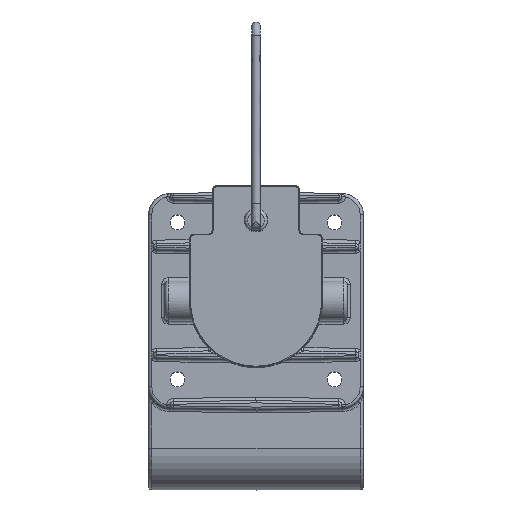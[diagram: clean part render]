
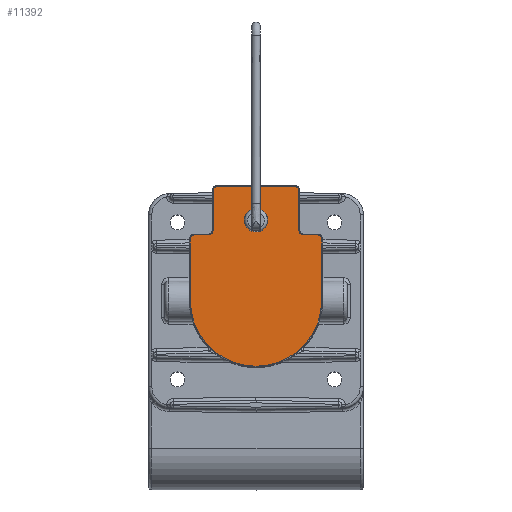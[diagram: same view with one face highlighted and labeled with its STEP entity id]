
A CAD part, top view. The second image highlights one B-rep face of the part: STEP entity #11392.
In plain terms, the highlighted planar face has unit normal (0, 0, 1).
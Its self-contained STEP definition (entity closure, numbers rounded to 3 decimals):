
#1312=LINE('',#22076,#1793);
#1313=LINE('',#22080,#1794);
#1314=LINE('',#22084,#1795);
#1315=LINE('',#22088,#1796);
#1316=LINE('',#22092,#1797);
#1317=LINE('',#22096,#1798);
#1318=LINE('',#22099,#1799);
#1793=VECTOR('',#14925,10.);
#1794=VECTOR('',#14928,10.);
#1795=VECTOR('',#14931,10.);
#1796=VECTOR('',#14934,10.);
#1797=VECTOR('',#14937,10.);
#1798=VECTOR('',#14940,10.);
#1799=VECTOR('',#14943,10.);
#2401=FACE_OUTER_BOUND('',#3176,.T.);
#3176=EDGE_LOOP('',(#8579,#8580,#8581,#8582,#8583,#8584,#8585,#8586,#8587,
#8588,#8589,#8590,#8591,#8592));
#3978=CIRCLE('',#12540,2.5);
#3979=CIRCLE('',#12541,39.75);
#3980=CIRCLE('',#12542,2.5);
#3981=CIRCLE('',#12543,2.5);
#3982=CIRCLE('',#12544,2.5);
#3983=CIRCLE('',#12545,2.5);
#3984=CIRCLE('',#12546,2.5);
#4867=VERTEX_POINT('',#22072);
#4868=VERTEX_POINT('',#22073);
#4869=VERTEX_POINT('',#22075);
#4870=VERTEX_POINT('',#22077);
#4871=VERTEX_POINT('',#22079);
#4872=VERTEX_POINT('',#22081);
#4873=VERTEX_POINT('',#22083);
#4874=VERTEX_POINT('',#22085);
#4875=VERTEX_POINT('',#22087);
#4876=VERTEX_POINT('',#22089);
#4877=VERTEX_POINT('',#22091);
#4878=VERTEX_POINT('',#22093);
#4879=VERTEX_POINT('',#22095);
#4880=VERTEX_POINT('',#22097);
#6147=EDGE_CURVE('',#4867,#4868,#3978,.T.);
#6148=EDGE_CURVE('',#4869,#4867,#1312,.T.);
#6149=EDGE_CURVE('',#4870,#4869,#3979,.T.);
#6150=EDGE_CURVE('',#4871,#4870,#1313,.T.);
#6151=EDGE_CURVE('',#4872,#4871,#3980,.T.);
#6152=EDGE_CURVE('',#4873,#4872,#1314,.T.);
#6153=EDGE_CURVE('',#4874,#4873,#3981,.T.);
#6154=EDGE_CURVE('',#4875,#4874,#1315,.T.);
#6155=EDGE_CURVE('',#4876,#4875,#3982,.T.);
#6156=EDGE_CURVE('',#4877,#4876,#1316,.T.);
#6157=EDGE_CURVE('',#4878,#4877,#3983,.T.);
#6158=EDGE_CURVE('',#4879,#4878,#1317,.T.);
#6159=EDGE_CURVE('',#4880,#4879,#3984,.T.);
#6160=EDGE_CURVE('',#4868,#4880,#1318,.T.);
#8579=ORIENTED_EDGE('',*,*,#6147,.F.);
#8580=ORIENTED_EDGE('',*,*,#6148,.F.);
#8581=ORIENTED_EDGE('',*,*,#6149,.F.);
#8582=ORIENTED_EDGE('',*,*,#6150,.F.);
#8583=ORIENTED_EDGE('',*,*,#6151,.F.);
#8584=ORIENTED_EDGE('',*,*,#6152,.F.);
#8585=ORIENTED_EDGE('',*,*,#6153,.F.);
#8586=ORIENTED_EDGE('',*,*,#6154,.F.);
#8587=ORIENTED_EDGE('',*,*,#6155,.F.);
#8588=ORIENTED_EDGE('',*,*,#6156,.F.);
#8589=ORIENTED_EDGE('',*,*,#6157,.F.);
#8590=ORIENTED_EDGE('',*,*,#6158,.F.);
#8591=ORIENTED_EDGE('',*,*,#6159,.F.);
#8592=ORIENTED_EDGE('',*,*,#6160,.F.);
#10268=PLANE('',#12539);
#11392=ADVANCED_FACE('',(#2401),#10268,.F.);
#12539=AXIS2_PLACEMENT_3D('',#22071,#14921,#14922);
#12540=AXIS2_PLACEMENT_3D('',#22074,#14923,#14924);
#12541=AXIS2_PLACEMENT_3D('',#22078,#14926,#14927);
#12542=AXIS2_PLACEMENT_3D('',#22082,#14929,#14930);
#12543=AXIS2_PLACEMENT_3D('',#22086,#14932,#14933);
#12544=AXIS2_PLACEMENT_3D('',#22090,#14935,#14936);
#12545=AXIS2_PLACEMENT_3D('',#22094,#14938,#14939);
#12546=AXIS2_PLACEMENT_3D('',#22098,#14941,#14942);
#14921=DIRECTION('center_axis',(0.,0.,-1.));
#14922=DIRECTION('ref_axis',(-1.,0.,0.));
#14923=DIRECTION('center_axis',(0.,0.,-1.));
#14924=DIRECTION('ref_axis',(-0.707,0.707,0.));
#14925=DIRECTION('',(0.,1.,0.));
#14926=DIRECTION('center_axis',(0.,0.,-1.));
#14927=DIRECTION('ref_axis',(0.,-1.,0.));
#14928=DIRECTION('',(0.,-1.,0.));
#14929=DIRECTION('center_axis',(0.,0.,-1.));
#14930=DIRECTION('ref_axis',(0.707,0.707,0.));
#14931=DIRECTION('',(1.,0.,0.));
#14932=DIRECTION('center_axis',(0.,0.,1.));
#14933=DIRECTION('ref_axis',(-0.707,-0.707,0.));
#14934=DIRECTION('',(0.,-1.,0.));
#14935=DIRECTION('center_axis',(0.,0.,-1.));
#14936=DIRECTION('ref_axis',(0.707,0.707,0.));
#14937=DIRECTION('',(1.,0.,0.));
#14938=DIRECTION('center_axis',(0.,0.,-1.));
#14939=DIRECTION('ref_axis',(-0.707,0.707,0.));
#14940=DIRECTION('',(0.,1.,0.));
#14941=DIRECTION('center_axis',(0.,0.,1.));
#14942=DIRECTION('ref_axis',(0.707,-0.707,0.));
#14943=DIRECTION('',(1.,0.,0.));
#22071=CARTESIAN_POINT('Origin',(0.,42.285,95.003));
#22072=CARTESIAN_POINT('',(-39.75,31.035,95.003));
#22073=CARTESIAN_POINT('',(-37.25,33.535,95.003));
#22074=CARTESIAN_POINT('Origin',(-37.25,31.035,95.003));
#22075=CARTESIAN_POINT('',(-39.75,-6.215,95.003));
#22076=CARTESIAN_POINT('',(-39.75,4.211,95.003));
#22077=CARTESIAN_POINT('',(39.75,-6.215,95.003));
#22078=CARTESIAN_POINT('Origin',(0.,-6.215,95.003));
#22079=CARTESIAN_POINT('',(39.75,31.035,95.003));
#22080=CARTESIAN_POINT('',(39.75,4.211,95.003));
#22081=CARTESIAN_POINT('',(37.25,33.535,95.003));
#22082=CARTESIAN_POINT('Origin',(37.25,31.035,95.003));
#22083=CARTESIAN_POINT('',(28.5,33.535,95.003));
#22084=CARTESIAN_POINT('',(7.268,33.535,95.003));
#22085=CARTESIAN_POINT('',(26.,36.035,95.003));
#22086=CARTESIAN_POINT('Origin',(28.5,36.035,95.003));
#22087=CARTESIAN_POINT('',(26.,60.285,95.003));
#22088=CARTESIAN_POINT('',(26.,24.336,95.003));
#22089=CARTESIAN_POINT('',(23.5,62.785,95.003));
#22090=CARTESIAN_POINT('Origin',(23.5,60.285,95.003));
#22091=CARTESIAN_POINT('',(-23.5,62.785,95.003));
#22092=CARTESIAN_POINT('',(-26.107,62.785,95.003));
#22093=CARTESIAN_POINT('',(-26.,60.285,95.003));
#22094=CARTESIAN_POINT('Origin',(-23.5,60.285,95.003));
#22095=CARTESIAN_POINT('',(-26.,36.035,95.003));
#22096=CARTESIAN_POINT('',(-26.,24.336,95.003));
#22097=CARTESIAN_POINT('',(-28.5,33.535,95.003));
#22098=CARTESIAN_POINT('Origin',(-28.5,36.035,95.003));
#22099=CARTESIAN_POINT('',(-32.982,33.535,95.003));
